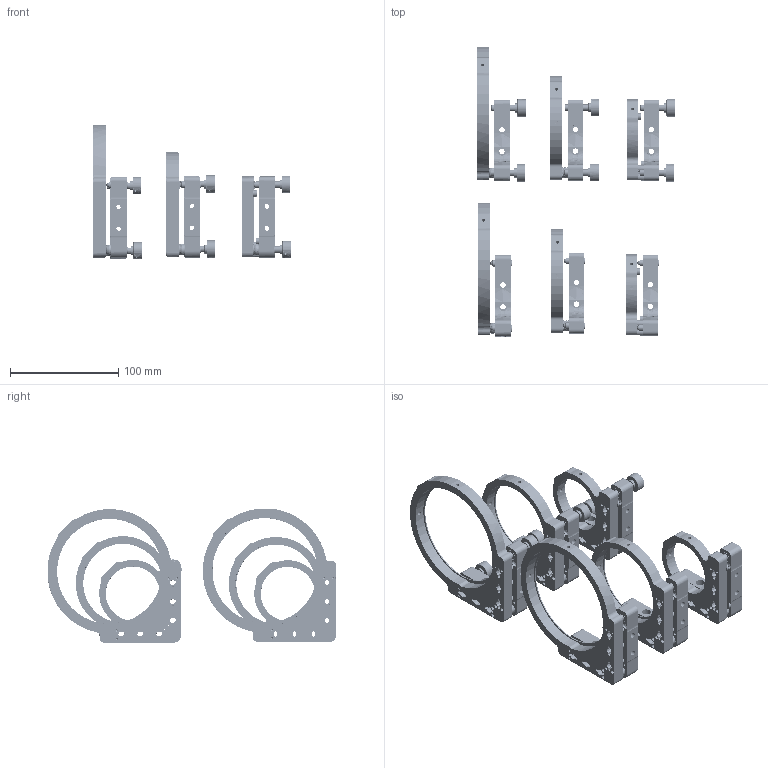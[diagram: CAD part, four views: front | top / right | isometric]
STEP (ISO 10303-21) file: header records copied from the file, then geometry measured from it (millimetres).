
FILE_DESCRIPTION(/* description */ (''),/* implementation_level */ '2;1');
FILE_NAME(/* name */ 'MME-mm-all',/* time_stamp */ '2024-08-08T12:54:54+03:00',/* author */ (''),/* organization */ (''),/* preprocessor_version */ 'ST-DEVELOPER v15',/* originating_system */ '',/* authorisation */ '');
FILE_SCHEMA (('AUTOMOTIVE_DESIGN'));
Products named in the file (1): Document
Bounding box: 182.91 x 266.65 x 124.54 mm (x, y, z)
Volume: 371677.5 mm3; surface area: 200497.3 mm2
Topology: 98 solids, 98 shells, 3922 faces, 10940 edges, 7212 vertices
Faces by surface type: bspline 2242, plane 1680
Entity records: 141727 total; most frequent: CARTESIAN_POINT 78360, ORIENTED_EDGE 21624, EDGE_CURVE 10812, VERTEX_POINT 7212, B_SPLINE_CURVE_WITH_KNOTS 4795, EDGE_LOOP 4640, ADVANCED_FACE 3922, FACE_OUTER_BOUND 3922
